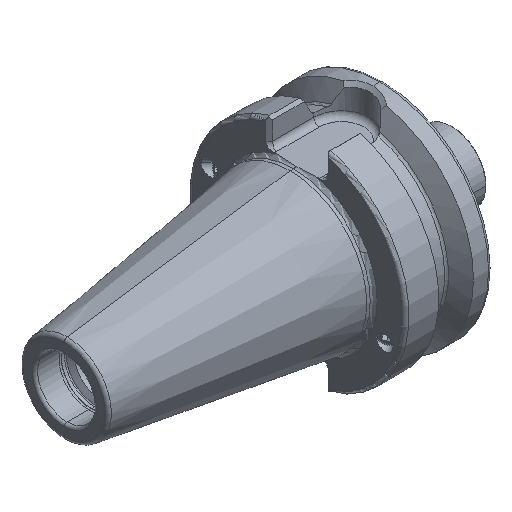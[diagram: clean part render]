
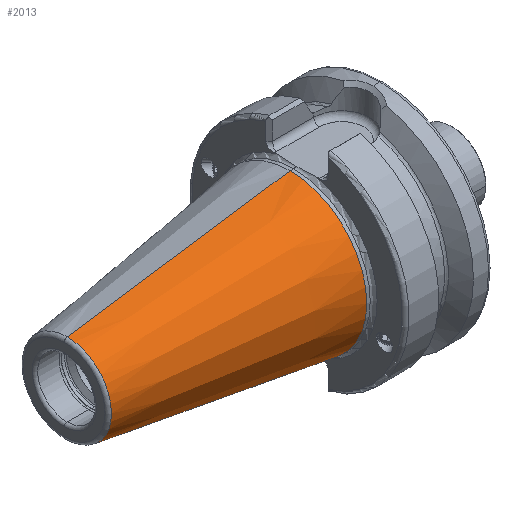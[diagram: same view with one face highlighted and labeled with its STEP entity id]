
A CAD part, isometric view. The second image highlights one B-rep face of the part: STEP entity #2013.
In plain terms, the highlighted conical face has half-angle 8.297 degrees and reference radius 22.225 mm.
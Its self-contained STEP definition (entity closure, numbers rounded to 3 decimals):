
#20 = FACE_OUTER_BOUND ( 'NONE', #641, .T. ) ;
#333 = DIRECTION ( 'NONE',  ( 1., 0., 0. ) ) ;
#386 = DIRECTION ( 'NONE',  ( 0.99, 0., -0.144 ) ) ;
#641 = EDGE_LOOP ( 'NONE', ( #3121, #3188, #5390, #5152 ) ) ;
#657 = CIRCLE ( 'NONE', #1285, 22.225 ) ;
#1285 = AXIS2_PLACEMENT_3D ( 'NONE', #4099, #4441, #4458 ) ;
#1293 = CARTESIAN_POINT ( 'NONE',  ( 0., 0., 22.225 ) ) ;
#1478 = EDGE_CURVE ( 'NONE', #4613, #3673, #657, .T. ) ;
#1787 = VERTEX_POINT ( 'NONE', #5101 ) ;
#1964 = AXIS2_PLACEMENT_3D ( 'NONE', #3259, #333, #2897 ) ;
#2013 = ADVANCED_FACE ( 'NONE', ( #20 ), #4004, .T. ) ;
#2200 = CARTESIAN_POINT ( 'NONE',  ( -64.544, 0., 0. ) ) ;
#2245 = EDGE_CURVE ( 'NONE', #1787, #4613, #5117, .T. ) ;
#2398 = CIRCLE ( 'NONE', #3251, 12.812 ) ;
#2646 = DIRECTION ( 'NONE',  ( 0., 0., 1. ) ) ;
#2897 = DIRECTION ( 'NONE',  ( 0., 0., -1. ) ) ;
#3121 = ORIENTED_EDGE ( 'NONE', *, *, #4494, .F. ) ;
#3124 = CARTESIAN_POINT ( 'NONE',  ( 0., 0., 22.225 ) ) ;
#3154 = LINE ( 'NONE', #3124, #4089 ) ;
#3188 = ORIENTED_EDGE ( 'NONE', *, *, #4344, .F. ) ;
#3251 = AXIS2_PLACEMENT_3D ( 'NONE', #2200, #5094, #2646 ) ;
#3259 = CARTESIAN_POINT ( 'NONE',  ( 0., 0., 0. ) ) ;
#3673 = VERTEX_POINT ( 'NONE', #1293 ) ;
#4004 = CONICAL_SURFACE ( 'NONE', #1964, 22.225, 0.145 ) ;
#4089 = VECTOR ( 'NONE', #5157, 1000. ) ;
#4098 = VERTEX_POINT ( 'NONE', #4542 ) ;
#4099 = CARTESIAN_POINT ( 'NONE',  ( 0., 0., 0. ) ) ;
#4344 = EDGE_CURVE ( 'NONE', #1787, #4098, #2398, .T. ) ;
#4388 = VECTOR ( 'NONE', #386, 1000. ) ;
#4441 = DIRECTION ( 'NONE',  ( -1., 0., 0. ) ) ;
#4458 = DIRECTION ( 'NONE',  ( 0., 0., 1. ) ) ;
#4494 = EDGE_CURVE ( 'NONE', #4098, #3673, #3154, .T. ) ;
#4542 = CARTESIAN_POINT ( 'NONE',  ( -64.544, 0., 12.812 ) ) ;
#4613 = VERTEX_POINT ( 'NONE', #5209 ) ;
#4848 = CARTESIAN_POINT ( 'NONE',  ( 0., 0., -22.225 ) ) ;
#5094 = DIRECTION ( 'NONE',  ( -1., 0., 0. ) ) ;
#5101 = CARTESIAN_POINT ( 'NONE',  ( -64.544, 0., -12.812 ) ) ;
#5117 = LINE ( 'NONE', #4848, #4388 ) ;
#5152 = ORIENTED_EDGE ( 'NONE', *, *, #1478, .T. ) ;
#5157 = DIRECTION ( 'NONE',  ( 0.99, 0., 0.144 ) ) ;
#5209 = CARTESIAN_POINT ( 'NONE',  ( 0., 0., -22.225 ) ) ;
#5390 = ORIENTED_EDGE ( 'NONE', *, *, #2245, .T. ) ;
